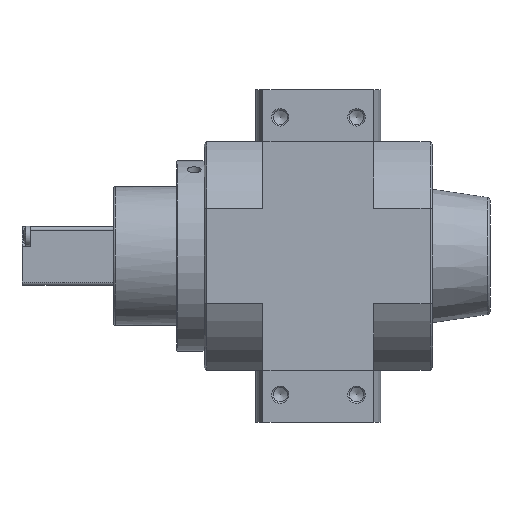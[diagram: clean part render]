
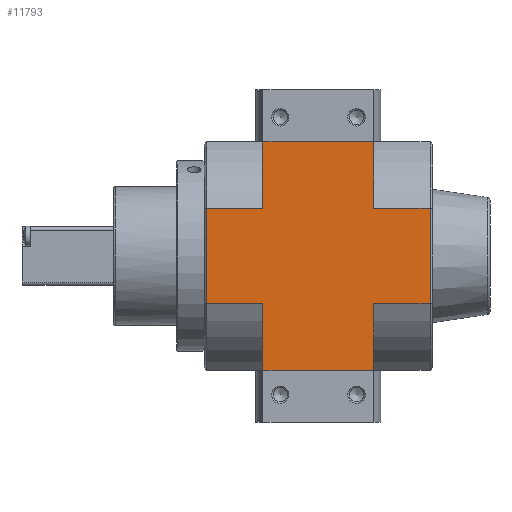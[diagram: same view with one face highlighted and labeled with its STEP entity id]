
A CAD part, left-side view. The second image highlights one B-rep face of the part: STEP entity #11793.
In plain terms, the highlighted face is planar.
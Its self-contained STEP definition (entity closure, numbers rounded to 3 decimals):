
#286=LINE('',#16971,#996);
#291=LINE('',#16987,#1001);
#299=LINE('',#17002,#1009);
#300=LINE('',#17005,#1010);
#301=LINE('',#17007,#1011);
#302=LINE('',#17008,#1012);
#303=LINE('',#17010,#1013);
#304=LINE('',#17012,#1014);
#305=LINE('',#17014,#1015);
#306=LINE('',#17016,#1016);
#307=LINE('',#17017,#1017);
#308=LINE('',#17019,#1018);
#996=VECTOR('',#13969,1000.);
#1001=VECTOR('',#13982,1000.);
#1009=VECTOR('',#13992,1000.);
#1010=VECTOR('',#13993,1000.);
#1011=VECTOR('',#13994,1000.);
#1012=VECTOR('',#13995,1000.);
#1013=VECTOR('',#13996,1000.);
#1014=VECTOR('',#13997,1000.);
#1015=VECTOR('',#13998,1000.);
#1016=VECTOR('',#13999,1000.);
#1017=VECTOR('',#14000,1000.);
#1018=VECTOR('',#14001,1000.);
#1625=PLANE('',#12568);
#2361=ORIENTED_EDGE('',*,*,#4787,.T.);
#2362=ORIENTED_EDGE('',*,*,#4788,.F.);
#2363=ORIENTED_EDGE('',*,*,#4789,.T.);
#2364=ORIENTED_EDGE('',*,*,#4771,.T.);
#2365=ORIENTED_EDGE('',*,*,#4790,.F.);
#2366=ORIENTED_EDGE('',*,*,#4791,.F.);
#2367=ORIENTED_EDGE('',*,*,#4792,.F.);
#2368=ORIENTED_EDGE('',*,*,#4793,.F.);
#2369=ORIENTED_EDGE('',*,*,#4794,.F.);
#2370=ORIENTED_EDGE('',*,*,#4779,.T.);
#2371=ORIENTED_EDGE('',*,*,#4795,.T.);
#2372=ORIENTED_EDGE('',*,*,#4796,.F.);
#4771=EDGE_CURVE('',#5965,#5964,#286,.T.);
#4779=EDGE_CURVE('',#5972,#5971,#291,.T.);
#4787=EDGE_CURVE('',#5978,#5979,#299,.T.);
#4788=EDGE_CURVE('',#5980,#5979,#300,.F.);
#4789=EDGE_CURVE('',#5980,#5965,#301,.T.);
#4790=EDGE_CURVE('',#5981,#5964,#302,.T.);
#4791=EDGE_CURVE('',#5982,#5981,#303,.F.);
#4792=EDGE_CURVE('',#5983,#5982,#304,.T.);
#4793=EDGE_CURVE('',#5984,#5983,#305,.T.);
#4794=EDGE_CURVE('',#5972,#5984,#306,.T.);
#4795=EDGE_CURVE('',#5971,#5985,#307,.T.);
#4796=EDGE_CURVE('',#5978,#5985,#308,.T.);
#5964=VERTEX_POINT('',#16970);
#5965=VERTEX_POINT('',#16972);
#5971=VERTEX_POINT('',#16986);
#5972=VERTEX_POINT('',#16988);
#5978=VERTEX_POINT('',#17003);
#5979=VERTEX_POINT('',#17004);
#5980=VERTEX_POINT('',#17006);
#5981=VERTEX_POINT('',#17009);
#5982=VERTEX_POINT('',#17011);
#5983=VERTEX_POINT('',#17013);
#5984=VERTEX_POINT('',#17015);
#5985=VERTEX_POINT('',#17018);
#7105=EDGE_LOOP('',(#2361,#2362,#2363,#2364,#2365,#2366,#2367,#2368,#2369,
#2370,#2371,#2372));
#7865=FACE_BOUND('',#7105,.T.);
#11793=ADVANCED_FACE('',(#7865),#1625,.T.);
#12568=AXIS2_PLACEMENT_3D('',#17001,#13990,#13991);
#13969=DIRECTION('',(0.,-1.,0.));
#13982=DIRECTION('',(0.,1.,0.));
#13990=DIRECTION('',(0.,0.,1.));
#13991=DIRECTION('',(1.,0.,0.));
#13992=DIRECTION('',(-1.,0.,0.));
#13993=DIRECTION('',(0.,-1.,0.));
#13994=DIRECTION('',(-1.,0.,0.));
#13995=DIRECTION('',(-1.,0.,0.));
#13996=DIRECTION('',(0.,-1.,0.));
#13997=DIRECTION('',(-1.,0.,0.));
#13998=DIRECTION('',(0.,-1.,0.));
#13999=DIRECTION('',(-1.,0.,0.));
#14000=DIRECTION('',(-1.,0.,0.));
#14001=DIRECTION('',(0.,-1.,0.));
#16970=CARTESIAN_POINT('',(-33.,-16.,33.));
#16971=CARTESIAN_POINT('',(-33.,32.2,33.));
#16972=CARTESIAN_POINT('',(-33.,16.,33.));
#16986=CARTESIAN_POINT('',(33.,16.,33.));
#16987=CARTESIAN_POINT('',(33.,-32.2,33.));
#16988=CARTESIAN_POINT('',(33.,-16.,33.));
#17001=CARTESIAN_POINT('',(0.,0.,33.));
#17002=CARTESIAN_POINT('',(33.,32.2,33.));
#17003=CARTESIAN_POINT('',(13.75,32.2,33.));
#17004=CARTESIAN_POINT('',(-13.75,32.2,33.));
#17005=CARTESIAN_POINT('',(-13.75,50.,33.));
#17006=CARTESIAN_POINT('',(-13.75,16.,33.));
#17007=CARTESIAN_POINT('',(0.,16.,33.));
#17008=CARTESIAN_POINT('',(0.,-16.,33.));
#17009=CARTESIAN_POINT('',(-13.75,-16.,33.));
#17010=CARTESIAN_POINT('',(-13.75,-16.,33.));
#17011=CARTESIAN_POINT('',(-13.75,-32.2,33.));
#17012=CARTESIAN_POINT('',(33.,-32.2,33.));
#17013=CARTESIAN_POINT('',(13.75,-32.2,33.));
#17014=CARTESIAN_POINT('',(13.75,-16.,33.));
#17015=CARTESIAN_POINT('',(13.75,-16.,33.));
#17016=CARTESIAN_POINT('',(0.,-16.,33.));
#17017=CARTESIAN_POINT('',(0.,16.,33.));
#17018=CARTESIAN_POINT('',(13.75,16.,33.));
#17019=CARTESIAN_POINT('',(13.75,50.,33.));
